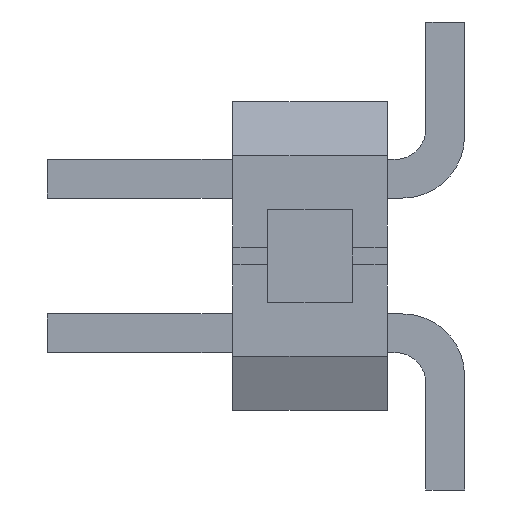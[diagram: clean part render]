
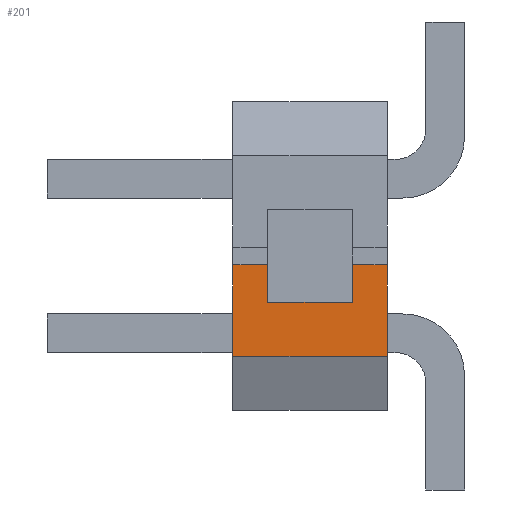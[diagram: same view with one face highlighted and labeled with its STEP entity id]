
A CAD part, left-side view. The second image highlights one B-rep face of the part: STEP entity #201.
In plain terms, the highlighted planar face has unit normal (-1, 0, 0).
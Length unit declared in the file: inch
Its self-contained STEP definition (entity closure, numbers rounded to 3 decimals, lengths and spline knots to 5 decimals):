
#201 = ADVANCED_FACE( '', ( #787 ), #788, .F. );
#787 = FACE_OUTER_BOUND( '', #1916, .T. );
#788 = PLANE( '', #1917 );
#1916 = EDGE_LOOP( '', ( #3280, #3281, #3282, #3283, #3284, #3285, #3286, #3287 ) );
#1917 = AXIS2_PLACEMENT_3D( '', #3288, #3289, #3290 );
#3280 = ORIENTED_EDGE( '', *, *, #8049, .F. );
#3281 = ORIENTED_EDGE( '', *, *, #7925, .T. );
#3282 = ORIENTED_EDGE( '', *, *, #8050, .T. );
#3283 = ORIENTED_EDGE( '', *, *, #8051, .T. );
#3284 = ORIENTED_EDGE( '', *, *, #8052, .F. );
#3285 = ORIENTED_EDGE( '', *, *, #8012, .F. );
#3286 = ORIENTED_EDGE( '', *, *, #8053, .T. );
#3287 = ORIENTED_EDGE( '', *, *, #8026, .T. );
#3288 = CARTESIAN_POINT( '', ( -0.3925, 0.05, -0.065 ) );
#3289 = DIRECTION( '', ( 1., 0., 0. ) );
#3290 = DIRECTION( '', ( 0., 0., -1. ) );
#7925 = EDGE_CURVE( '', #9596, #9594, #9597, .T. );
#8012 = EDGE_CURVE( '', #9760, #9762, #9763, .T. );
#8026 = EDGE_CURVE( '', #9790, #9788, #9791, .T. );
#8049 = EDGE_CURVE( '', #9596, #9788, #9825, .T. );
#8050 = EDGE_CURVE( '', #9594, #9826, #9827, .T. );
#8051 = EDGE_CURVE( '', #9826, #9828, #9829, .T. );
#8052 = EDGE_CURVE( '', #9762, #9828, #9830, .T. );
#8053 = EDGE_CURVE( '', #9760, #9790, #9831, .T. );
#9594 = VERTEX_POINT( '', #12354 );
#9596 = VERTEX_POINT( '', #12357 );
#9597 = LINE( '', #12358, #12359 );
#9760 = VERTEX_POINT( '', #12607 );
#9762 = VERTEX_POINT( '', #12610 );
#9763 = LINE( '', #12611, #12612 );
#9788 = VERTEX_POINT( '', #12649 );
#9790 = VERTEX_POINT( '', #12652 );
#9791 = LINE( '', #12653, #12654 );
#9825 = LINE( '', #12710, #12711 );
#9826 = VERTEX_POINT( '', #12712 );
#9827 = LINE( '', #12713, #12714 );
#9828 = VERTEX_POINT( '', #12715 );
#9829 = LINE( '', #12716, #12717 );
#9830 = LINE( '', #12718, #12719 );
#9831 = LINE( '', #12720, #12721 );
#12354 = CARTESIAN_POINT( '', ( -0.3925, -0.0275, -0.03 ) );
#12357 = CARTESIAN_POINT( '', ( -0.3925, -0.0275, -0.00575 ) );
#12358 = CARTESIAN_POINT( '', ( -0.3925, -0.0275, 0.03 ) );
#12359 = VECTOR( '', #16565, 39.37008 );
#12607 = CARTESIAN_POINT( '', ( -0.3925, 0.05, -0.065 ) );
#12610 = CARTESIAN_POINT( '', ( -0.3925, 0.05, -0.00575 ) );
#12611 = CARTESIAN_POINT( '', ( -0.3925, 0.05, -0.065 ) );
#12612 = VECTOR( '', #16652, 39.37008 );
#12649 = CARTESIAN_POINT( '', ( -0.3925, -0.05, -0.00575 ) );
#12652 = CARTESIAN_POINT( '', ( -0.3925, -0.05, -0.065 ) );
#12653 = CARTESIAN_POINT( '', ( -0.3925, -0.05, -0.065 ) );
#12654 = VECTOR( '', #16666, 39.37008 );
#12710 = CARTESIAN_POINT( '', ( -0.3925, 0.05, -0.00575 ) );
#12711 = VECTOR( '', #16689, 39.37008 );
#12712 = CARTESIAN_POINT( '', ( -0.3925, 0.0275, -0.03 ) );
#12713 = CARTESIAN_POINT( '', ( -0.3925, -0.0275, -0.03 ) );
#12714 = VECTOR( '', #16690, 39.37008 );
#12715 = CARTESIAN_POINT( '', ( -0.3925, 0.0275, -0.00575 ) );
#12716 = CARTESIAN_POINT( '', ( -0.3925, 0.0275, -0.03 ) );
#12717 = VECTOR( '', #16691, 39.37008 );
#12718 = CARTESIAN_POINT( '', ( -0.3925, 0.05, -0.00575 ) );
#12719 = VECTOR( '', #16692, 39.37008 );
#12720 = CARTESIAN_POINT( '', ( -0.3925, 0.05, -0.065 ) );
#12721 = VECTOR( '', #16693, 39.37008 );
#16565 = DIRECTION( '', ( 0., 0., -1. ) );
#16652 = DIRECTION( '', ( 0., 0., 1. ) );
#16666 = DIRECTION( '', ( 0., 0., 1. ) );
#16689 = DIRECTION( '', ( 0., -1., 0. ) );
#16690 = DIRECTION( '', ( 0., 1., 0. ) );
#16691 = DIRECTION( '', ( 0., 0., 1. ) );
#16692 = DIRECTION( '', ( 0., -1., 0. ) );
#16693 = DIRECTION( '', ( 0., -1., 0. ) );
